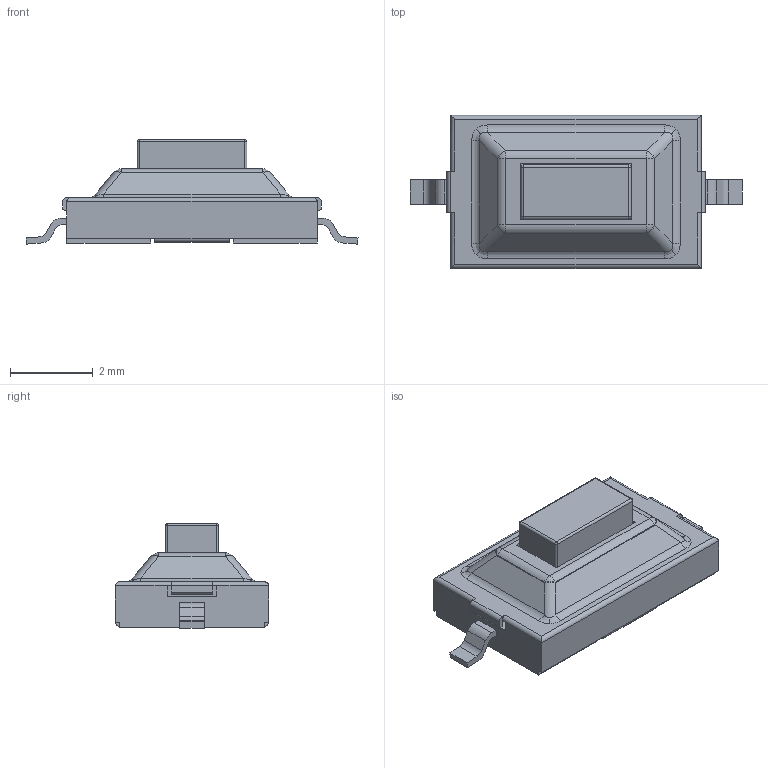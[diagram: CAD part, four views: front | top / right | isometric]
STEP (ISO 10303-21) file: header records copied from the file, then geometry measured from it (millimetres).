
FILE_DESCRIPTION (( 'STEP AP214' ), '1' );
FILE_NAME ('C0BF18A8-3A6F-4B9C-92E4-93CA59598E7D.STEP', '2025-10-30T18:17:51', ( '' ), ( '' ), 'SwSTEP 2.0', 'SolidWorks 2022', '' );
FILE_SCHEMA (( 'AUTOMOTIVE_DESIGN' ));
Length unit declared in the file: millimetre
Products named in the file (1): C0BF18A8-3A6F-4B9C-92E4-93CA59598E7D
Bounding box: 8.02 x 3.7 x 2.52 mm (x, y, z)
Volume: 27.4 mm3; surface area: 138.4 mm2
Topology: 7 solids, 7 shells, 215 faces, 524 edges, 328 vertices
Faces by surface type: plane 153, cylinder 46, sphere 8, bspline 8
Entity records: 8655 total; most frequent: CARTESIAN_POINT 1212, ORIENTED_EDGE 1040, DIRECTION 996, EDGE_CURVE 520, VECTOR 420, LINE 420, VERTEX_POINT 328, AXIS2_PLACEMENT_3D 288
